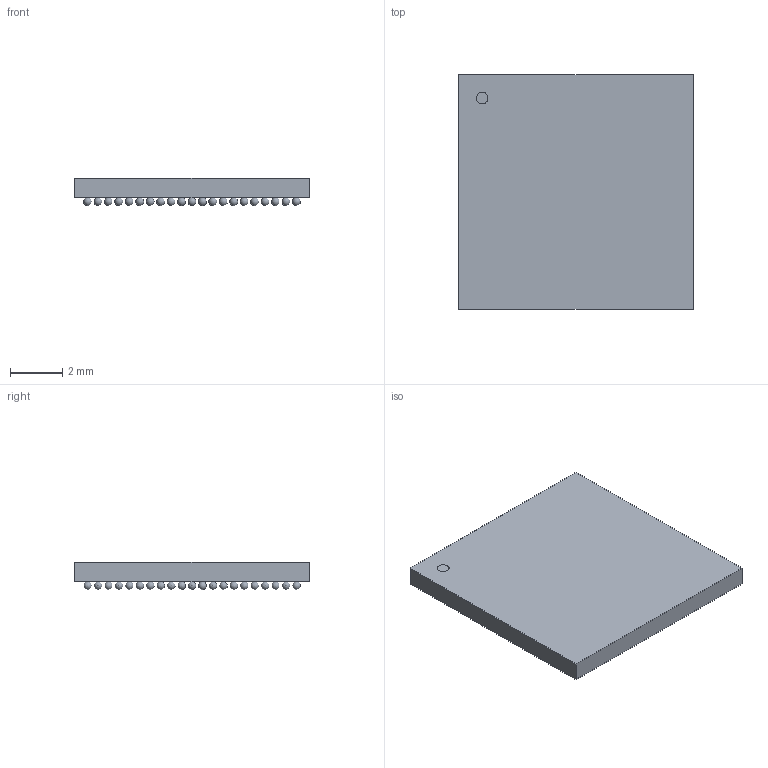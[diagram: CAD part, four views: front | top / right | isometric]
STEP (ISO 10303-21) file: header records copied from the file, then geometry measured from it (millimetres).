
FILE_DESCRIPTION(('STEP AP214'),'1');
FILE_NAME('FCBGA300_CYP','2024-01-23T02:06:10',(''),(''),'','','');
FILE_SCHEMA(('AUTOMOTIVE_DESIGN'));
Length unit declared in the file: millimetre
Products named in the file (1): product
Bounding box: 8.99 x 8.99 x 1.04 mm (x, y, z)
Volume: 64 mm3; surface area: 276.1 mm2
Topology: 302 solids, 302 shells, 309 faces, 915 edges, 610 vertices
Faces by surface type: sphere 300, plane 8, cylinder 1
Full cylindrical faces by diameter (mm): 0.45 x1
Entity records: 3073 total; most frequent: DIRECTION 638, CARTESIAN_POINT 323, AXIS2_PLACEMENT_3D 313, STYLED_ITEM 309, ADVANCED_FACE 309, MANIFOLD_SOLID_BREP 302, CLOSED_SHELL 302, SPHERICAL_SURFACE 300
